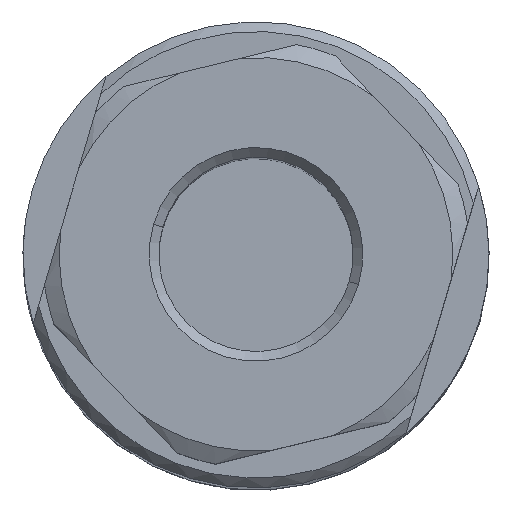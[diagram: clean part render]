
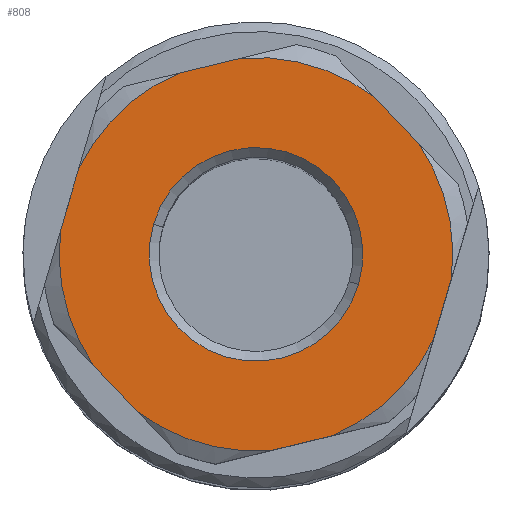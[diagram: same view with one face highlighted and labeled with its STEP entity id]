
A CAD part, top view. The second image highlights one B-rep face of the part: STEP entity #808.
In plain terms, the highlighted planar face has unit normal (0, 0, 1).
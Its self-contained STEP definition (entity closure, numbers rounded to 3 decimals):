
#674=AXIS2_PLACEMENT_3D('Circle Axis2P3D',#672,#673,$) ;
#691=AXIS2_PLACEMENT_3D('Circle Axis2P3D',#689,#690,$) ;
#704=AXIS2_PLACEMENT_3D('Plane Axis2P3D',#701,#702,#703) ;
#717=AXIS2_PLACEMENT_3D('Circle Axis2P3D',#715,#716,$) ;
#731=AXIS2_PLACEMENT_3D('Circle Axis2P3D',#729,#730,$) ;
#745=AXIS2_PLACEMENT_3D('Circle Axis2P3D',#743,#744,$) ;
#759=AXIS2_PLACEMENT_3D('Circle Axis2P3D',#757,#758,$) ;
#773=AXIS2_PLACEMENT_3D('Circle Axis2P3D',#771,#772,$) ;
#787=AXIS2_PLACEMENT_3D('Circle Axis2P3D',#785,#786,$) ;
#662=CARTESIAN_POINT('Vertex',(3.362,6.776,45.)) ;
#669=CARTESIAN_POINT('Vertex',(8.638,5.224,45.)) ;
#672=CARTESIAN_POINT('Axis2P3D Location',(6.,6.,45.)) ;
#689=CARTESIAN_POINT('Axis2P3D Location',(6.,6.,45.)) ;
#701=CARTESIAN_POINT('Axis2P3D Location',(2.25,7.103,45.)) ;
#706=CARTESIAN_POINT('Line Origine',(1.203,7.411,45.)) ;
#710=CARTESIAN_POINT('Vertex',(1.435,8.199,45.)) ;
#712=CARTESIAN_POINT('Vertex',(0.971,6.623,45.)) ;
#715=CARTESIAN_POINT('Axis2P3D Location',(6.,6.,45.)) ;
#719=CARTESIAN_POINT('Vertex',(1.813,3.146,45.)) ;
#722=CARTESIAN_POINT('Line Origine',(2.38,2.551,45.)) ;
#726=CARTESIAN_POINT('Vertex',(2.946,1.957,45.)) ;
#729=CARTESIAN_POINT('Axis2P3D Location',(6.,6.,45.)) ;
#733=CARTESIAN_POINT('Vertex',(6.378,0.947,45.)) ;
#736=CARTESIAN_POINT('Line Origine',(7.177,1.14,45.)) ;
#740=CARTESIAN_POINT('Vertex',(7.975,1.334,45.)) ;
#743=CARTESIAN_POINT('Axis2P3D Location',(6.,6.,45.)) ;
#747=CARTESIAN_POINT('Vertex',(10.565,3.801,45.)) ;
#750=CARTESIAN_POINT('Line Origine',(10.797,4.589,45.)) ;
#754=CARTESIAN_POINT('Vertex',(11.029,5.377,45.)) ;
#757=CARTESIAN_POINT('Axis2P3D Location',(6.,6.,45.)) ;
#761=CARTESIAN_POINT('Vertex',(10.187,8.854,45.)) ;
#764=CARTESIAN_POINT('Line Origine',(9.62,9.449,45.)) ;
#768=CARTESIAN_POINT('Vertex',(9.054,10.043,45.)) ;
#771=CARTESIAN_POINT('Axis2P3D Location',(6.,6.,45.)) ;
#775=CARTESIAN_POINT('Vertex',(5.622,11.053,45.)) ;
#778=CARTESIAN_POINT('Line Origine',(4.823,10.86,45.)) ;
#782=CARTESIAN_POINT('Vertex',(4.025,10.666,45.)) ;
#785=CARTESIAN_POINT('Axis2P3D Location',(6.,6.,45.)) ;
#673=DIRECTION('Axis2P3D Direction',(0.,0.,1.)) ;
#690=DIRECTION('Axis2P3D Direction',(0.,0.,1.)) ;
#702=DIRECTION('Axis2P3D Direction',(0.,0.,1.)) ;
#703=DIRECTION('Axis2P3D XDirection',(-0.959,0.282,0.)) ;
#707=DIRECTION('Vector Direction',(-0.282,-0.959,0.)) ;
#716=DIRECTION('Axis2P3D Direction',(0.,0.,1.)) ;
#723=DIRECTION('Vector Direction',(0.69,-0.724,0.)) ;
#730=DIRECTION('Axis2P3D Direction',(0.,0.,1.)) ;
#737=DIRECTION('Vector Direction',(0.972,0.235,0.)) ;
#744=DIRECTION('Axis2P3D Direction',(0.,0.,1.)) ;
#751=DIRECTION('Vector Direction',(0.282,0.959,0.)) ;
#758=DIRECTION('Axis2P3D Direction',(0.,0.,1.)) ;
#765=DIRECTION('Vector Direction',(-0.69,0.724,0.)) ;
#772=DIRECTION('Axis2P3D Direction',(0.,0.,1.)) ;
#779=DIRECTION('Vector Direction',(-0.972,-0.235,0.)) ;
#786=DIRECTION('Axis2P3D Direction',(0.,0.,1.)) ;
#708=VECTOR('Line Direction',#707,1.) ;
#724=VECTOR('Line Direction',#723,1.) ;
#738=VECTOR('Line Direction',#737,1.) ;
#752=VECTOR('Line Direction',#751,1.) ;
#766=VECTOR('Line Direction',#765,1.) ;
#780=VECTOR('Line Direction',#779,1.) ;
#791=ORIENTED_EDGE('',*,*,#714,.T.) ;
#792=ORIENTED_EDGE('',*,*,#721,.T.) ;
#793=ORIENTED_EDGE('',*,*,#728,.T.) ;
#794=ORIENTED_EDGE('',*,*,#735,.T.) ;
#795=ORIENTED_EDGE('',*,*,#742,.T.) ;
#796=ORIENTED_EDGE('',*,*,#749,.T.) ;
#797=ORIENTED_EDGE('',*,*,#756,.T.) ;
#798=ORIENTED_EDGE('',*,*,#763,.T.) ;
#799=ORIENTED_EDGE('',*,*,#770,.T.) ;
#800=ORIENTED_EDGE('',*,*,#777,.T.) ;
#801=ORIENTED_EDGE('',*,*,#784,.T.) ;
#802=ORIENTED_EDGE('',*,*,#789,.T.) ;
#805=ORIENTED_EDGE('',*,*,#693,.F.) ;
#806=ORIENTED_EDGE('',*,*,#676,.F.) ;
#807=FACE_BOUND('',#804,.T.) ;
#808=ADVANCED_FACE('Hauptkoerper',(#803,#807),#705,.T.) ;
#675=CIRCLE('generated circle',#674,2.75) ;
#692=CIRCLE('generated circle',#691,2.75) ;
#718=CIRCLE('generated circle',#717,5.067) ;
#732=CIRCLE('generated circle',#731,5.067) ;
#746=CIRCLE('generated circle',#745,5.067) ;
#760=CIRCLE('generated circle',#759,5.067) ;
#774=CIRCLE('generated circle',#773,5.067) ;
#788=CIRCLE('generated circle',#787,5.067) ;
#676=EDGE_CURVE('',#670,#663,#675,.T.) ;
#693=EDGE_CURVE('',#663,#670,#692,.T.) ;
#714=EDGE_CURVE('',#711,#713,#709,.T.) ;
#721=EDGE_CURVE('',#713,#720,#718,.T.) ;
#728=EDGE_CURVE('',#720,#727,#725,.T.) ;
#735=EDGE_CURVE('',#727,#734,#732,.T.) ;
#742=EDGE_CURVE('',#734,#741,#739,.T.) ;
#749=EDGE_CURVE('',#741,#748,#746,.T.) ;
#756=EDGE_CURVE('',#748,#755,#753,.T.) ;
#763=EDGE_CURVE('',#755,#762,#760,.T.) ;
#770=EDGE_CURVE('',#762,#769,#767,.T.) ;
#777=EDGE_CURVE('',#769,#776,#774,.T.) ;
#784=EDGE_CURVE('',#776,#783,#781,.T.) ;
#789=EDGE_CURVE('',#783,#711,#788,.T.) ;
#790=EDGE_LOOP('',(#791,#792,#793,#794,#795,#796,#797,#798,#799,#800,#801,#802)) ;
#804=EDGE_LOOP('',(#805,#806)) ;
#803=FACE_OUTER_BOUND('',#790,.T.) ;
#709=LINE('Line',#706,#708) ;
#725=LINE('Line',#722,#724) ;
#739=LINE('Line',#736,#738) ;
#753=LINE('Line',#750,#752) ;
#767=LINE('Line',#764,#766) ;
#781=LINE('Line',#778,#780) ;
#705=PLANE('',#704) ;
#663=VERTEX_POINT('',#662) ;
#670=VERTEX_POINT('',#669) ;
#711=VERTEX_POINT('',#710) ;
#713=VERTEX_POINT('',#712) ;
#720=VERTEX_POINT('',#719) ;
#727=VERTEX_POINT('',#726) ;
#734=VERTEX_POINT('',#733) ;
#741=VERTEX_POINT('',#740) ;
#748=VERTEX_POINT('',#747) ;
#755=VERTEX_POINT('',#754) ;
#762=VERTEX_POINT('',#761) ;
#769=VERTEX_POINT('',#768) ;
#776=VERTEX_POINT('',#775) ;
#783=VERTEX_POINT('',#782) ;
